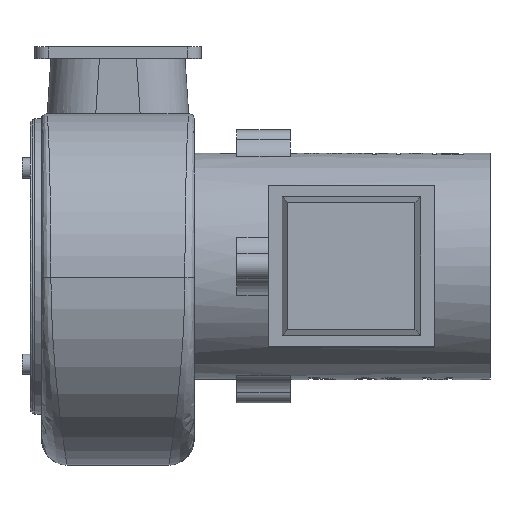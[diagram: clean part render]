
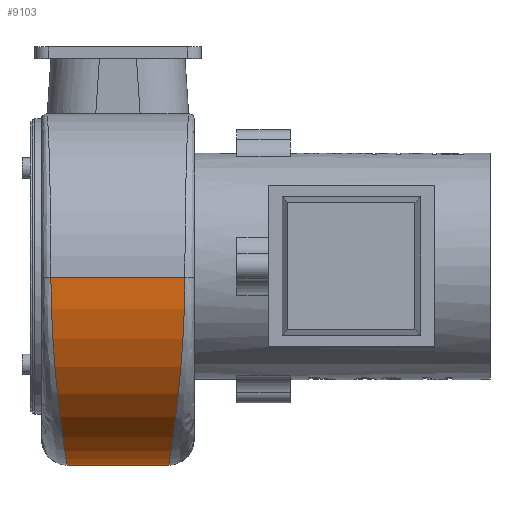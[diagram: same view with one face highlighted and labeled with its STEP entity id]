
A CAD part, top view. The second image highlights one B-rep face of the part: STEP entity #9103.
In plain terms, the highlighted cylindrical face has radius 81 mm (diameter 162 mm), a partial arc.
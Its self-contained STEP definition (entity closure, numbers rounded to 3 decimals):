
#9018=CARTESIAN_POINT('',(-161.0,-5.,-5.));
#9019=DIRECTION('',(1.0,0.,0.));
#9020=DIRECTION('',(0.0,0.0,1.0));
#9021=AXIS2_PLACEMENT_3D('',#9018,#9019,#9020);
#9022=CYLINDRICAL_SURFACE('',#9021,81.0);
#9023=CARTESIAN_POINT('',(-132.,-5.,76.));
#9024=VERTEX_POINT('',#9023);
#9025=CARTESIAN_POINT('',(-139.,-86.,-5.));
#9026=VERTEX_POINT('',#9025);
#9027=CARTESIAN_POINT('',(-132.,-5.,76.));
#9028=CARTESIAN_POINT('',(-132.,-8.539,76.));
#9029=CARTESIAN_POINT('',(-132.053,-12.074,75.768));
#9030=CARTESIAN_POINT('',(-132.245,-19.074,74.846));
#9031=CARTESIAN_POINT('',(-132.384,-22.543,74.157));
#9032=CARTESIAN_POINT('',(-132.731,-29.363,72.33));
#9033=CARTESIAN_POINT('',(-132.939,-32.715,71.193));
#9034=CARTESIAN_POINT('',(-133.402,-39.238,68.492));
#9035=CARTESIAN_POINT('',(-133.657,-42.412,66.93));
#9036=CARTESIAN_POINT('',(-134.198,-48.528,63.401));
#9037=CARTESIAN_POINT('',(-134.483,-51.471,61.438));
#9038=CARTESIAN_POINT('',(-135.064,-57.076,57.14));
#9039=CARTESIAN_POINT('',(-135.36,-59.74,54.81));
#9040=CARTESIAN_POINT('',(-135.945,-64.739,49.815));
#9041=CARTESIAN_POINT('',(-136.234,-67.077,47.155));
#9042=CARTESIAN_POINT('',(-136.791,-71.384,41.546));
#9043=CARTESIAN_POINT('',(-137.058,-73.356,38.602));
#9044=CARTESIAN_POINT('',(-137.556,-76.895,32.476));
#9045=CARTESIAN_POINT('',(-137.787,-78.466,29.298));
#9046=CARTESIAN_POINT('',(-138.198,-81.176,22.759));
#9047=CARTESIAN_POINT('',(-138.378,-82.319,19.401));
#9048=CARTESIAN_POINT('',(-138.677,-84.15,12.569));
#9049=CARTESIAN_POINT('',(-138.795,-84.843,9.096));
#9050=CARTESIAN_POINT('',(-138.956,-85.767,2.079));
#9051=CARTESIAN_POINT('',(-139.,-86.,-1.461));
#9052=CARTESIAN_POINT('',(-139.,-86.,-5.));
#9053=B_SPLINE_CURVE_WITH_KNOTS('',3,(#9027,#9028,#9029,#9030,#9031,#9032,#9033,#9034,#9035,#9036,#9037,#9038,#9039,#9040,#9041,#9042,#9043,#9044,#9045,#9046,#9047,#9048,#9049,#9050,#9051,#9052),.UNSPECIFIED.,.F.,.U.,(4,2,2,2,2,2,2,2,2,2,2,2,4),(-26.137,-25.133,-24.129,-23.129,-22.135,-21.151,-20.176,-19.212,-18.26,-17.32,-16.39,-15.469,-14.555),.UNSPECIFIED.);
#9054=EDGE_CURVE('',#9024,#9026,#9053,.T.);
#9055=ORIENTED_EDGE('',*,*,#9054,.F.);
#9056=CARTESIAN_POINT('',(-190.,-5.0,76.));
#9057=VERTEX_POINT('',#9056);
#9058=CARTESIAN_POINT('',(-190.,-5.0,76.));
#9059=DIRECTION('',(1.0,0.0,0.0));
#9060=VECTOR('',#9059,58.);
#9061=LINE('',#9058,#9060);
#9062=EDGE_CURVE('',#9057,#9024,#9061,.T.);
#9063=ORIENTED_EDGE('',*,*,#9062,.F.);
#9064=CARTESIAN_POINT('',(-183.,-86.,-5.));
#9065=VERTEX_POINT('',#9064);
#9066=CARTESIAN_POINT('',(-190.,-5.,76.));
#9067=CARTESIAN_POINT('',(-190.,-8.539,76.));
#9068=CARTESIAN_POINT('',(-189.947,-12.074,75.768));
#9069=CARTESIAN_POINT('',(-189.755,-19.074,74.846));
#9070=CARTESIAN_POINT('',(-189.616,-22.543,74.157));
#9071=CARTESIAN_POINT('',(-189.269,-29.363,72.33));
#9072=CARTESIAN_POINT('',(-189.061,-32.715,71.193));
#9073=CARTESIAN_POINT('',(-188.598,-39.238,68.492));
#9074=CARTESIAN_POINT('',(-188.343,-42.412,66.93));
#9075=CARTESIAN_POINT('',(-187.802,-48.528,63.401));
#9076=CARTESIAN_POINT('',(-187.517,-51.471,61.438));
#9077=CARTESIAN_POINT('',(-186.936,-57.076,57.14));
#9078=CARTESIAN_POINT('',(-186.64,-59.74,54.81));
#9079=CARTESIAN_POINT('',(-186.055,-64.739,49.815));
#9080=CARTESIAN_POINT('',(-185.766,-67.077,47.155));
#9081=CARTESIAN_POINT('',(-185.209,-71.384,41.546));
#9082=CARTESIAN_POINT('',(-184.942,-73.356,38.602));
#9083=CARTESIAN_POINT('',(-184.444,-76.895,32.476));
#9084=CARTESIAN_POINT('',(-184.213,-78.466,29.298));
#9085=CARTESIAN_POINT('',(-183.802,-81.176,22.759));
#9086=CARTESIAN_POINT('',(-183.622,-82.319,19.401));
#9087=CARTESIAN_POINT('',(-183.323,-84.15,12.569));
#9088=CARTESIAN_POINT('',(-183.205,-84.843,9.096));
#9089=CARTESIAN_POINT('',(-183.044,-85.767,2.079));
#9090=CARTESIAN_POINT('',(-183.,-86.,-1.461));
#9091=CARTESIAN_POINT('',(-183.,-86.,-5.));
#9092=B_SPLINE_CURVE_WITH_KNOTS('',3,(#9066,#9067,#9068,#9069,#9070,#9071,#9072,#9073,#9074,#9075,#9076,#9077,#9078,#9079,#9080,#9081,#9082,#9083,#9084,#9085,#9086,#9087,#9088,#9089,#9090,#9091),.UNSPECIFIED.,.F.,.U.,(4,2,2,2,2,2,2,2,2,2,2,2,4),(-26.137,-25.133,-24.129,-23.129,-22.135,-21.151,-20.176,-19.212,-18.26,-17.32,-16.39,-15.469,-14.555),.UNSPECIFIED.);
#9093=EDGE_CURVE('',#9057,#9065,#9092,.T.);
#9094=ORIENTED_EDGE('',*,*,#9093,.T.);
#9095=CARTESIAN_POINT('',(-139.,-86.,-5.));
#9096=DIRECTION('',(-1.0,0.0,0.0));
#9097=VECTOR('',#9096,44.);
#9098=LINE('',#9095,#9097);
#9099=EDGE_CURVE('',#9026,#9065,#9098,.T.);
#9100=ORIENTED_EDGE('',*,*,#9099,.F.);
#9101=EDGE_LOOP('',(#9055,#9063,#9094,#9100));
#9102=FACE_OUTER_BOUND('',#9101,.T.);
#9103=ADVANCED_FACE('',(#9102),#9022,.T.);
